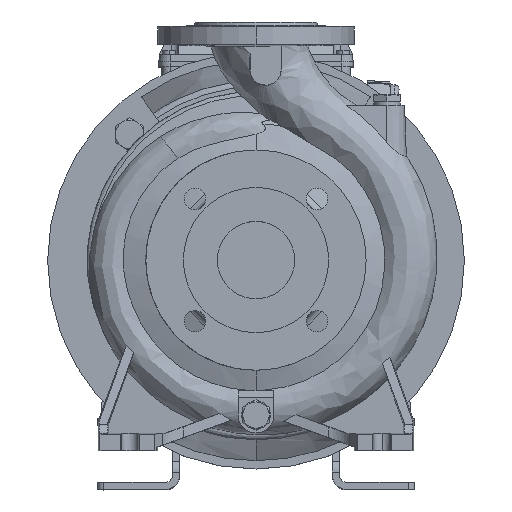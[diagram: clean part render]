
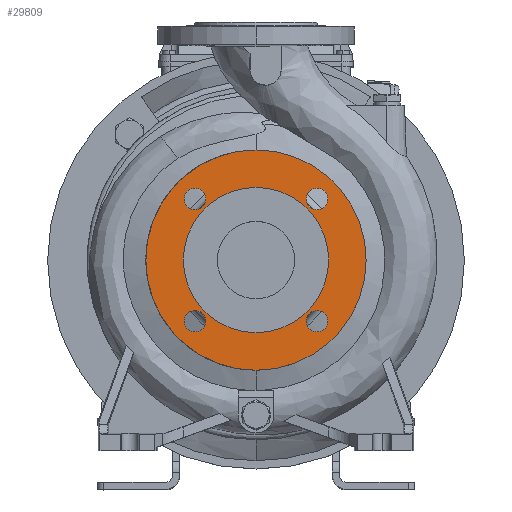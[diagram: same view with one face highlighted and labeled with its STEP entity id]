
A CAD part, top view. The second image highlights one B-rep face of the part: STEP entity #29809.
In plain terms, the highlighted planar face has unit normal (0, 0, 1).
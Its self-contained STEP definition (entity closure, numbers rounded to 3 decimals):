
#271 = EDGE_CURVE ( 'NONE', #78580, #13817, #16117, .T. ) ;
#1451 = EDGE_LOOP ( 'NONE', ( #76811, #51543 ) ) ;
#2779 = DIRECTION ( 'NONE',  ( 0., 1., 0. ) ) ;
#2812 = DIRECTION ( 'NONE',  ( 0., -1., 0. ) ) ;
#3287 = AXIS2_PLACEMENT_3D ( 'NONE', #83471, #45273, #92345 ) ;
#4676 = VERTEX_POINT ( 'NONE', #91039 ) ;
#5646 = AXIS2_PLACEMENT_3D ( 'NONE', #14690, #6844, #79488 ) ;
#5673 = DIRECTION ( 'NONE',  ( 0., 1., 0. ) ) ;
#6507 = AXIS2_PLACEMENT_3D ( 'NONE', #66021, #74374, #2779 ) ;
#6702 = EDGE_LOOP ( 'NONE', ( #82308, #30127 ) ) ;
#6829 = DIRECTION ( 'NONE',  ( 0., -1., 0. ) ) ;
#6844 = DIRECTION ( 'NONE',  ( 0., 0., 1. ) ) ;
#7785 = DIRECTION ( 'NONE',  ( 0., 1., 0. ) ) ;
#8201 = CIRCLE ( 'NONE', #6507, 9. ) ;
#8730 = EDGE_CURVE ( 'NONE', #4676, #75048, #61745, .T. ) ;
#10486 = CARTESIAN_POINT ( 'NONE',  ( 0., -92.5, 341. ) ) ;
#12029 = CARTESIAN_POINT ( 'NONE',  ( 51.265, 42.265, 341. ) ) ;
#12245 = DIRECTION ( 'NONE',  ( 0., 1., 0. ) ) ;
#13817 = VERTEX_POINT ( 'NONE', #103355 ) ;
#14690 = CARTESIAN_POINT ( 'NONE',  ( 0., 0., 341. ) ) ;
#15178 = FACE_BOUND ( 'NONE', #67834, .T. ) ;
#16117 = CIRCLE ( 'NONE', #74568, 9. ) ;
#18853 = ORIENTED_EDGE ( 'NONE', *, *, #56167, .T. ) ;
#19272 = CARTESIAN_POINT ( 'NONE',  ( 51.265, 51.265, 341. ) ) ;
#20273 = EDGE_LOOP ( 'NONE', ( #77346, #18853 ) ) ;
#23008 = DIRECTION ( 'NONE',  ( 0., 0., -1. ) ) ;
#23511 = FACE_BOUND ( 'NONE', #6702, .T. ) ;
#24223 = ORIENTED_EDGE ( 'NONE', *, *, #88581, .F. ) ;
#26348 = DIRECTION ( 'NONE',  ( 0., -1., 0. ) ) ;
#26673 = AXIS2_PLACEMENT_3D ( 'NONE', #97164, #79920, #7785 ) ;
#26889 = CARTESIAN_POINT ( 'NONE',  ( -51.265, -51.265, 341. ) ) ;
#28257 = CARTESIAN_POINT ( 'NONE',  ( 0., 0., 341. ) ) ;
#28688 = ORIENTED_EDGE ( 'NONE', *, *, #96681, .F. ) ;
#28971 = AXIS2_PLACEMENT_3D ( 'NONE', #40250, #23008, #6829 ) ;
#29809 = ADVANCED_FACE ( 'NONE', ( #87833, #23511, #48104, #94666, #15178, #30861 ), #31890, .F. ) ;
#30127 = ORIENTED_EDGE ( 'NONE', *, *, #91643, .T. ) ;
#30503 = VERTEX_POINT ( 'NONE', #48894 ) ;
#30861 = FACE_OUTER_BOUND ( 'NONE', #53280, .T. ) ;
#31330 = CIRCLE ( 'NONE', #103115, 9. ) ;
#31890 = PLANE ( 'NONE',  #28971 ) ;
#34358 = AXIS2_PLACEMENT_3D ( 'NONE', #35689, #98956, #90082 ) ;
#35689 = CARTESIAN_POINT ( 'NONE',  ( 51.265, -51.265, 341. ) ) ;
#36230 = DIRECTION ( 'NONE',  ( 0., 0., -1. ) ) ;
#38589 = ORIENTED_EDGE ( 'NONE', *, *, #65602, .F. ) ;
#40250 = CARTESIAN_POINT ( 'NONE',  ( -185., 185., 341. ) ) ;
#42358 = EDGE_LOOP ( 'NONE', ( #100054, #50743 ) ) ;
#43646 = VERTEX_POINT ( 'NONE', #54241 ) ;
#45273 = DIRECTION ( 'NONE',  ( 0., 0., -1. ) ) ;
#45365 = CIRCLE ( 'NONE', #82066, 92.5 ) ;
#48104 = FACE_BOUND ( 'NONE', #42358, .T. ) ;
#48894 = CARTESIAN_POINT ( 'NONE',  ( 0., 61., 341. ) ) ;
#49892 = DIRECTION ( 'NONE',  ( 0., 0., 1. ) ) ;
#50457 = CIRCLE ( 'NONE', #55419, 61. ) ;
#50743 = ORIENTED_EDGE ( 'NONE', *, *, #271, .T. ) ;
#50887 = CARTESIAN_POINT ( 'NONE',  ( 51.265, 60.265, 341. ) ) ;
#51187 = DIRECTION ( 'NONE',  ( 0., 1., 0. ) ) ;
#51543 = ORIENTED_EDGE ( 'NONE', *, *, #61483, .T. ) ;
#53280 = EDGE_LOOP ( 'NONE', ( #24223, #95944 ) ) ;
#53785 = EDGE_CURVE ( 'NONE', #67046, #96893, #8201, .T. ) ;
#54241 = CARTESIAN_POINT ( 'NONE',  ( -51.265, 60.265, 341. ) ) ;
#54585 = CARTESIAN_POINT ( 'NONE',  ( 0., -61., 341. ) ) ;
#55165 = AXIS2_PLACEMENT_3D ( 'NONE', #26889, #59806, #12245 ) ;
#55419 = AXIS2_PLACEMENT_3D ( 'NONE', #82286, #49892, #26348 ) ;
#56167 = EDGE_CURVE ( 'NONE', #77977, #43646, #64834, .T. ) ;
#58564 = EDGE_CURVE ( 'NONE', #13817, #78580, #101152, .T. ) ;
#59806 = DIRECTION ( 'NONE',  ( 0., 0., -1. ) ) ;
#60147 = DIRECTION ( 'NONE',  ( 0., 0., -1. ) ) ;
#60255 = CARTESIAN_POINT ( 'NONE',  ( 0., 0., 341. ) ) ;
#61116 = CARTESIAN_POINT ( 'NONE',  ( -51.265, 51.265, 341. ) ) ;
#61483 = EDGE_CURVE ( 'NONE', #96893, #67046, #31330, .T. ) ;
#61586 = DIRECTION ( 'NONE',  ( 0., 0., -1. ) ) ;
#61745 = CIRCLE ( 'NONE', #26673, 9. ) ;
#64834 = CIRCLE ( 'NONE', #78203, 9. ) ;
#65602 = EDGE_CURVE ( 'NONE', #98006, #30503, #50457, .T. ) ;
#65767 = CIRCLE ( 'NONE', #5646, 61. ) ;
#66021 = CARTESIAN_POINT ( 'NONE',  ( 51.265, 51.265, 341. ) ) ;
#67046 = VERTEX_POINT ( 'NONE', #50887 ) ;
#67834 = EDGE_LOOP ( 'NONE', ( #38589, #28688 ) ) ;
#70946 = CARTESIAN_POINT ( 'NONE',  ( 51.265, -51.265, 341. ) ) ;
#72377 = CIRCLE ( 'NONE', #97398, 92.5 ) ;
#73055 = VERTEX_POINT ( 'NONE', #101881 ) ;
#73964 = VERTEX_POINT ( 'NONE', #10486 ) ;
#74374 = DIRECTION ( 'NONE',  ( 0., 0., -1. ) ) ;
#74568 = AXIS2_PLACEMENT_3D ( 'NONE', #70946, #61586, #5673 ) ;
#75048 = VERTEX_POINT ( 'NONE', #78391 ) ;
#75693 = CARTESIAN_POINT ( 'NONE',  ( 51.265, -60.265, 341. ) ) ;
#76811 = ORIENTED_EDGE ( 'NONE', *, *, #53785, .T. ) ;
#77346 = ORIENTED_EDGE ( 'NONE', *, *, #83918, .T. ) ;
#77977 = VERTEX_POINT ( 'NONE', #95863 ) ;
#78203 = AXIS2_PLACEMENT_3D ( 'NONE', #61116, #102368, #94028 ) ;
#78391 = CARTESIAN_POINT ( 'NONE',  ( -51.265, -60.265, 341. ) ) ;
#78580 = VERTEX_POINT ( 'NONE', #75693 ) ;
#79488 = DIRECTION ( 'NONE',  ( 0., -1., 0. ) ) ;
#79920 = DIRECTION ( 'NONE',  ( 0., 0., -1. ) ) ;
#82066 = AXIS2_PLACEMENT_3D ( 'NONE', #28257, #60147, #92044 ) ;
#82286 = CARTESIAN_POINT ( 'NONE',  ( 0., 0., 341. ) ) ;
#82308 = ORIENTED_EDGE ( 'NONE', *, *, #8730, .T. ) ;
#83471 = CARTESIAN_POINT ( 'NONE',  ( -51.265, 51.265, 341. ) ) ;
#83918 = EDGE_CURVE ( 'NONE', #43646, #77977, #101780, .T. ) ;
#87833 = FACE_BOUND ( 'NONE', #20273, .T. ) ;
#88581 = EDGE_CURVE ( 'NONE', #73964, #73055, #45365, .T. ) ;
#90082 = DIRECTION ( 'NONE',  ( 0., 1., 0. ) ) ;
#91039 = CARTESIAN_POINT ( 'NONE',  ( -51.265, -42.265, 341. ) ) ;
#91643 = EDGE_CURVE ( 'NONE', #75048, #4676, #100271, .T. ) ;
#92044 = DIRECTION ( 'NONE',  ( 0., -1., 0. ) ) ;
#92345 = DIRECTION ( 'NONE',  ( 0., 1., 0. ) ) ;
#94028 = DIRECTION ( 'NONE',  ( 0., 1., 0. ) ) ;
#94666 = FACE_BOUND ( 'NONE', #1451, .T. ) ;
#95863 = CARTESIAN_POINT ( 'NONE',  ( -51.265, 42.265, 341. ) ) ;
#95944 = ORIENTED_EDGE ( 'NONE', *, *, #99392, .F. ) ;
#96681 = EDGE_CURVE ( 'NONE', #30503, #98006, #65767, .T. ) ;
#96893 = VERTEX_POINT ( 'NONE', #12029 ) ;
#97164 = CARTESIAN_POINT ( 'NONE',  ( -51.265, -51.265, 341. ) ) ;
#97398 = AXIS2_PLACEMENT_3D ( 'NONE', #60255, #36230, #2812 ) ;
#97696 = DIRECTION ( 'NONE',  ( 0., 0., -1. ) ) ;
#98006 = VERTEX_POINT ( 'NONE', #54585 ) ;
#98956 = DIRECTION ( 'NONE',  ( 0., 0., -1. ) ) ;
#99392 = EDGE_CURVE ( 'NONE', #73055, #73964, #72377, .T. ) ;
#100054 = ORIENTED_EDGE ( 'NONE', *, *, #58564, .T. ) ;
#100271 = CIRCLE ( 'NONE', #55165, 9. ) ;
#101152 = CIRCLE ( 'NONE', #34358, 9. ) ;
#101780 = CIRCLE ( 'NONE', #3287, 9. ) ;
#101881 = CARTESIAN_POINT ( 'NONE',  ( 0., 92.5, 341. ) ) ;
#102368 = DIRECTION ( 'NONE',  ( 0., 0., -1. ) ) ;
#103115 = AXIS2_PLACEMENT_3D ( 'NONE', #19272, #97696, #51187 ) ;
#103355 = CARTESIAN_POINT ( 'NONE',  ( 51.265, -42.265, 341. ) ) ;
